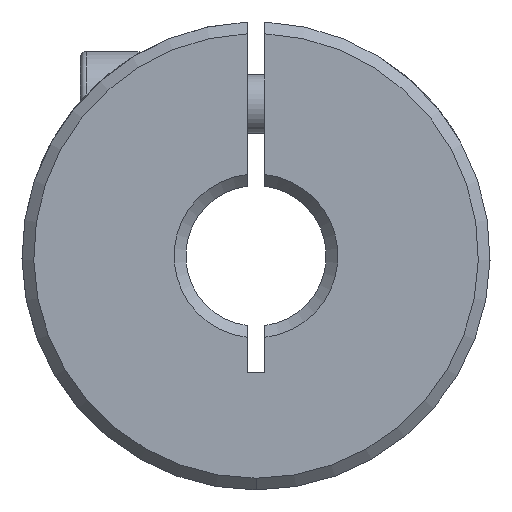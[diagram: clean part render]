
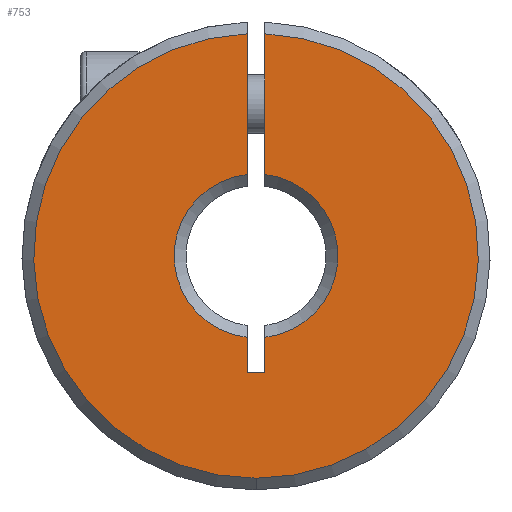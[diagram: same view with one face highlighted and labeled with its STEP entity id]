
A CAD part, left-side view. The second image highlights one B-rep face of the part: STEP entity #753.
In plain terms, the highlighted planar face has unit normal (-1, 0, 0).
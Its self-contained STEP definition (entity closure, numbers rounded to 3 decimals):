
#7 = VERTEX_POINT ( 'NONE', #670 ) ;
#8 = VERTEX_POINT ( 'NONE', #665 ) ;
#77 = EDGE_LOOP ( 'NONE', ( #212, #213, #214, #215, #216, #217, #218, #219, #220 ) ) ;
#212 = ORIENTED_EDGE ( 'NONE', *, *, #2325, .T. ) ;
#213 = ORIENTED_EDGE ( 'NONE', *, *, #2337, .T. ) ;
#214 = ORIENTED_EDGE ( 'NONE', *, *, #2301, .T. ) ;
#215 = ORIENTED_EDGE ( 'NONE', *, *, #2335, .T. ) ;
#216 = ORIENTED_EDGE ( 'NONE', *, *, #2351, .T. ) ;
#217 = ORIENTED_EDGE ( 'NONE', *, *, #2296, .T. ) ;
#218 = ORIENTED_EDGE ( 'NONE', *, *, #2327, .T. ) ;
#219 = ORIENTED_EDGE ( 'NONE', *, *, #2263, .T. ) ;
#220 = ORIENTED_EDGE ( 'NONE', *, *, #2262, .T. ) ;
#456 = AXIS2_PLACEMENT_3D ( 'NONE', #1353, #1373, #1374 ) ;
#529 = AXIS2_PLACEMENT_3D ( 'NONE', #2064, #2076, #2077 ) ;
#538 = AXIS2_PLACEMENT_3D ( 'NONE', #2093, #2100, #2101 ) ;
#539 = AXIS2_PLACEMENT_3D ( 'NONE', #2099, #2105, #2106 ) ;
#546 = AXIS2_PLACEMENT_3D ( 'NONE', #2130, #2165, #2166 ) ;
#588 = VERTEX_POINT ( 'NONE', #1262 ) ;
#589 = VERTEX_POINT ( 'NONE', #1263 ) ;
#594 = VERTEX_POINT ( 'NONE', #1268 ) ;
#603 = VERTEX_POINT ( 'NONE', #1277 ) ;
#604 = VERTEX_POINT ( 'NONE', #1278 ) ;
#613 = VERTEX_POINT ( 'NONE', #1287 ) ;
#614 = VERTEX_POINT ( 'NONE', #1288 ) ;
#665 = CARTESIAN_POINT ( 'NONE',  ( -14.5, -0.375, 9.493 ) ) ;
#670 = CARTESIAN_POINT ( 'NONE',  ( -14.5, 0., -9.5 ) ) ;
#753 = ADVANCED_FACE ( 'NONE', ( #1067 ), #1368, .F. ) ;
#1067 = FACE_OUTER_BOUND ( 'NONE', #77, .T. ) ;
#1262 = CARTESIAN_POINT ( 'NONE',  ( -14.5, 0.375, 3.48 ) ) ;
#1263 = CARTESIAN_POINT ( 'NONE',  ( -14.5, 0.375, 9.493 ) ) ;
#1268 = CARTESIAN_POINT ( 'NONE',  ( -14.5, -0.375, 3.48 ) ) ;
#1277 = CARTESIAN_POINT ( 'NONE',  ( -14.5, 0.375, -3.48 ) ) ;
#1278 = CARTESIAN_POINT ( 'NONE',  ( -14.5, 0.375, -5. ) ) ;
#1287 = CARTESIAN_POINT ( 'NONE',  ( -14.5, -0.375, -3.48 ) ) ;
#1288 = CARTESIAN_POINT ( 'NONE',  ( -14.5, -0.375, -5. ) ) ;
#1353 = CARTESIAN_POINT ( 'NONE',  ( -14.5, 0., 0. ) ) ;
#1368 = PLANE ( 'NONE',  #456 ) ;
#1373 = DIRECTION ( 'NONE',  ( 1., 0., 0. ) ) ;
#1374 = DIRECTION ( 'NONE',  ( 0., 0., -1. ) ) ;
#1599 = CARTESIAN_POINT ( 'NONE',  ( -14.5, 0.375, -5. ) ) ;
#1600 = DIRECTION ( 'NONE',  ( 0., 1., 0. ) ) ;
#1601 = CARTESIAN_POINT ( 'NONE',  ( -14.5, -0.375, 9.993 ) ) ;
#1602 = DIRECTION ( 'NONE',  ( 0., 0., -1. ) ) ;
#1745 = CARTESIAN_POINT ( 'NONE',  ( -14.5, -0.375, 9.993 ) ) ;
#1746 = DIRECTION ( 'NONE',  ( 0., 0., -1. ) ) ;
#1784 = CARTESIAN_POINT ( 'NONE',  ( -14.5, 0.375, 9.993 ) ) ;
#1785 = DIRECTION ( 'NONE',  ( 0., 0., 1. ) ) ;
#1841 = LINE ( 'NONE', #1601, #1845 ) ;
#1845 = VECTOR ( 'NONE', #1602, 1000. ) ;
#1847 = LINE ( 'NONE', #1599, #1848 ) ;
#1848 = VECTOR ( 'NONE', #1600, 1000. ) ;
#1887 = VECTOR ( 'NONE', #1785, 1000. ) ;
#1892 = LINE ( 'NONE', #1745, #1893 ) ;
#1893 = VECTOR ( 'NONE', #1746, 1000. ) ;
#1895 = LINE ( 'NONE', #1784, #1887 ) ;
#1913 = LINE ( 'NONE', #2071, #1922 ) ;
#1922 = VECTOR ( 'NONE', #2072, 1000. ) ;
#1931 = CIRCLE ( 'NONE', #529, 3.5 ) ;
#1937 = CIRCLE ( 'NONE', #538, 9.5 ) ;
#1940 = CIRCLE ( 'NONE', #539, 3.5 ) ;
#1954 = CIRCLE ( 'NONE', #546, 9.5 ) ;
#2064 = CARTESIAN_POINT ( 'NONE',  ( -14.5, 0., 0. ) ) ;
#2071 = CARTESIAN_POINT ( 'NONE',  ( -14.5, 0.375, 9.993 ) ) ;
#2072 = DIRECTION ( 'NONE',  ( 0., 0., 1. ) ) ;
#2076 = DIRECTION ( 'NONE',  ( 1., 0., 0. ) ) ;
#2077 = DIRECTION ( 'NONE',  ( 0., 0., -1. ) ) ;
#2093 = CARTESIAN_POINT ( 'NONE',  ( -14.5, 0., 0. ) ) ;
#2099 = CARTESIAN_POINT ( 'NONE',  ( -14.5, 0., 0. ) ) ;
#2100 = DIRECTION ( 'NONE',  ( -1., 0., 0. ) ) ;
#2101 = DIRECTION ( 'NONE',  ( 0., 0., -1. ) ) ;
#2105 = DIRECTION ( 'NONE',  ( 1., 0., 0. ) ) ;
#2106 = DIRECTION ( 'NONE',  ( 0., 0., -1. ) ) ;
#2130 = CARTESIAN_POINT ( 'NONE',  ( -14.5, 0., 0. ) ) ;
#2165 = DIRECTION ( 'NONE',  ( -1., 0., 0. ) ) ;
#2166 = DIRECTION ( 'NONE',  ( 0., 0., -1. ) ) ;
#2262 = EDGE_CURVE ( 'NONE', #614, #604, #1847, .T. ) ;
#2263 = EDGE_CURVE ( 'NONE', #613, #614, #1841, .T. ) ;
#2296 = EDGE_CURVE ( 'NONE', #8, #594, #1892, .T. ) ;
#2301 = EDGE_CURVE ( 'NONE', #588, #589, #1895, .T. ) ;
#2325 = EDGE_CURVE ( 'NONE', #604, #603, #1913, .T. ) ;
#2327 = EDGE_CURVE ( 'NONE', #594, #613, #1931, .T. ) ;
#2335 = EDGE_CURVE ( 'NONE', #589, #7, #1937, .T. ) ;
#2337 = EDGE_CURVE ( 'NONE', #603, #588, #1940, .T. ) ;
#2351 = EDGE_CURVE ( 'NONE', #7, #8, #1954, .T. ) ;
